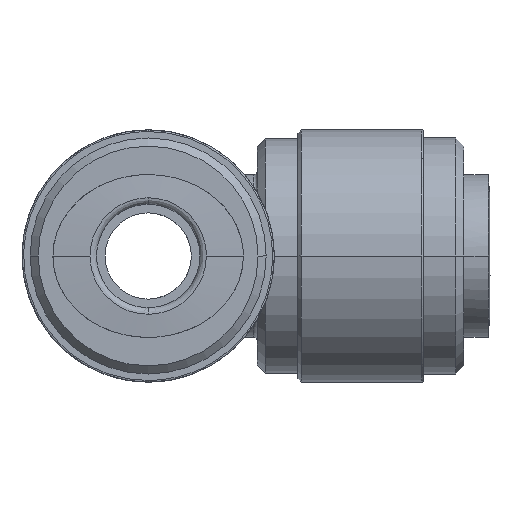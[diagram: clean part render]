
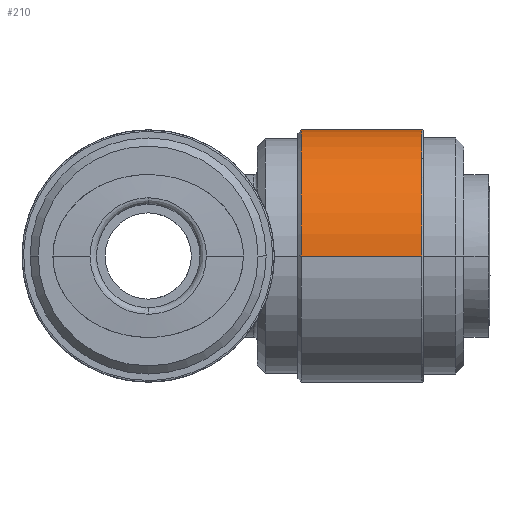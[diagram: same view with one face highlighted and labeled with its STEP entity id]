
A CAD part, left-side view. The second image highlights one B-rep face of the part: STEP entity #210.
In plain terms, the highlighted cylindrical face has radius 7.75 mm (diameter 15.5 mm), a partial arc.
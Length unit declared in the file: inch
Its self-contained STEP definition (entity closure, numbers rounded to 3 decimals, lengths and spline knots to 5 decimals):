
#48 = CARTESIAN_POINT ( 'NONE',  ( 0., -0.66142, 0. ) ) ;
#65 = CARTESIAN_POINT ( 'NONE',  ( 0.30512, -0.66142, 0. ) ) ;
#97 = ORIENTED_EDGE ( 'NONE', *, *, #472, .T. ) ;
#201 = AXIS2_PLACEMENT_3D ( 'NONE', #3463, #1037, #3870 ) ;
#210 = ADVANCED_FACE ( 'NONE', ( #5002 ), #4884, .T. ) ;
#264 = DIRECTION ( 'NONE',  ( 0., 1., 0. ) ) ;
#448 = DIRECTION ( 'NONE',  ( -1., 0., 0. ) ) ;
#472 = EDGE_CURVE ( 'NONE', #1514, #3785, #3401, .T. ) ;
#544 = DIRECTION ( 'NONE',  ( 0., 1., 0. ) ) ;
#606 = EDGE_CURVE ( 'NONE', #4675, #1514, #3161, .T. ) ;
#644 = EDGE_CURVE ( 'NONE', #4675, #3043, #2303, .T. ) ;
#682 = CARTESIAN_POINT ( 'NONE',  ( 0., -0.51575, 0. ) ) ;
#905 = CARTESIAN_POINT ( 'NONE',  ( 0., -0.66142, 0. ) ) ;
#988 = CIRCLE ( 'NONE', #201, 0.30512 ) ;
#1037 = DIRECTION ( 'NONE',  ( 0., 1., 0. ) ) ;
#1205 = VECTOR ( 'NONE', #544, 39.37008 ) ;
#1313 = DIRECTION ( 'NONE',  ( -1., 0., 0. ) ) ;
#1401 = CARTESIAN_POINT ( 'NONE',  ( -0.30512, -0.37008, 0. ) ) ;
#1425 = CARTESIAN_POINT ( 'NONE',  ( 0.30512, -0.37008, 0. ) ) ;
#1514 = VERTEX_POINT ( 'NONE', #2218 ) ;
#1697 = LINE ( 'NONE', #4723, #4944 ) ;
#2218 = CARTESIAN_POINT ( 'NONE',  ( 0., -0.66142, 0.30512 ) ) ;
#2284 = AXIS2_PLACEMENT_3D ( 'NONE', #48, #2863, #448 ) ;
#2303 = LINE ( 'NONE', #2564, #1205 ) ;
#2564 = CARTESIAN_POINT ( 'NONE',  ( -0.30512, -0.51575, 0. ) ) ;
#2776 = CARTESIAN_POINT ( 'NONE',  ( -0.30512, -0.66142, 0. ) ) ;
#2863 = DIRECTION ( 'NONE',  ( 0., 1., 0. ) ) ;
#3043 = VERTEX_POINT ( 'NONE', #1401 ) ;
#3084 = DIRECTION ( 'NONE',  ( -1., 0., 0. ) ) ;
#3161 = CIRCLE ( 'NONE', #3355, 0.30512 ) ;
#3352 = EDGE_LOOP ( 'NONE', ( #4892, #97, #4190, #5082, #4476 ) ) ;
#3355 = AXIS2_PLACEMENT_3D ( 'NONE', #905, #3744, #1313 ) ;
#3401 = CIRCLE ( 'NONE', #2284, 0.30512 ) ;
#3454 = EDGE_CURVE ( 'NONE', #3785, #4342, #1697, .T. ) ;
#3463 = CARTESIAN_POINT ( 'NONE',  ( 0., -0.37008, 0. ) ) ;
#3744 = DIRECTION ( 'NONE',  ( 0., 1., 0. ) ) ;
#3785 = VERTEX_POINT ( 'NONE', #65 ) ;
#3870 = DIRECTION ( 'NONE',  ( -1., 0., 0. ) ) ;
#4190 = ORIENTED_EDGE ( 'NONE', *, *, #3454, .T. ) ;
#4342 = VERTEX_POINT ( 'NONE', #1425 ) ;
#4476 = ORIENTED_EDGE ( 'NONE', *, *, #644, .F. ) ;
#4549 = AXIS2_PLACEMENT_3D ( 'NONE', #682, #4747, #3084 ) ;
#4675 = VERTEX_POINT ( 'NONE', #2776 ) ;
#4723 = CARTESIAN_POINT ( 'NONE',  ( 0.30512, -0.51575, 0. ) ) ;
#4747 = DIRECTION ( 'NONE',  ( 0., 1., 0. ) ) ;
#4884 = CYLINDRICAL_SURFACE ( 'NONE', #4549, 0.30512 ) ;
#4892 = ORIENTED_EDGE ( 'NONE', *, *, #606, .T. ) ;
#4944 = VECTOR ( 'NONE', #264, 39.37008 ) ;
#5002 = FACE_OUTER_BOUND ( 'NONE', #3352, .T. ) ;
#5082 = ORIENTED_EDGE ( 'NONE', *, *, #5141, .F. ) ;
#5141 = EDGE_CURVE ( 'NONE', #3043, #4342, #988, .T. ) ;
